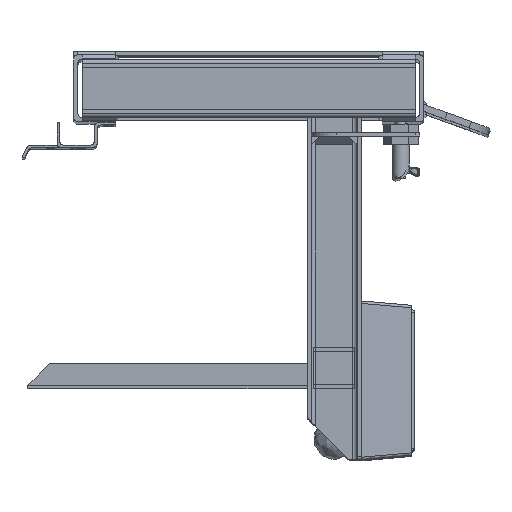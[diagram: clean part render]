
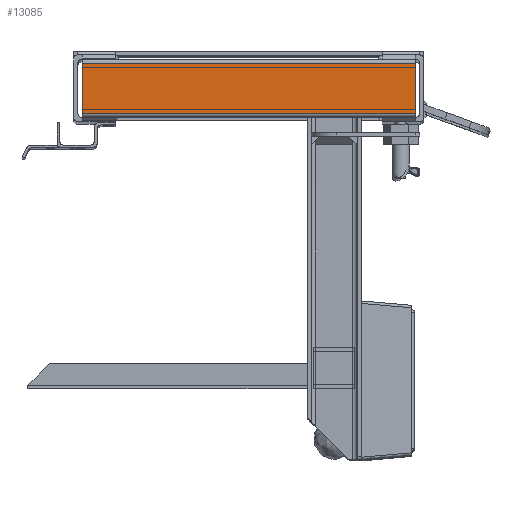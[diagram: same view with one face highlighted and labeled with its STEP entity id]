
A CAD part, top view. The second image highlights one B-rep face of the part: STEP entity #13085.
In plain terms, the highlighted planar face has unit normal (0, 0, 1).
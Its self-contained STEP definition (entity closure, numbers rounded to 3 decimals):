
#1331=FACE_OUTER_BOUND('',#2151,.T.);
#2151=EDGE_LOOP('',(#10453,#10454,#10455,#10456));
#3132=LINE('',#20872,#4471);
#3148=LINE('',#20910,#4487);
#3151=LINE('',#20917,#4490);
#3152=LINE('',#20918,#4491);
#4471=VECTOR('',#16911,10.);
#4487=VECTOR('',#16951,10.);
#4490=VECTOR('',#16958,10.);
#4491=VECTOR('',#16959,10.);
#5869=VERTEX_POINT('',#20850);
#5879=VERTEX_POINT('',#20870);
#5889=VERTEX_POINT('',#20908);
#5891=VERTEX_POINT('',#20916);
#7511=EDGE_CURVE('',#5869,#5879,#3132,.T.);
#7530=EDGE_CURVE('',#5889,#5879,#3148,.T.);
#7533=EDGE_CURVE('',#5869,#5891,#3151,.T.);
#7534=EDGE_CURVE('',#5889,#5891,#3152,.T.);
#10453=ORIENTED_EDGE('',*,*,#7533,.F.);
#10454=ORIENTED_EDGE('',*,*,#7511,.T.);
#10455=ORIENTED_EDGE('',*,*,#7530,.F.);
#10456=ORIENTED_EDGE('',*,*,#7534,.T.);
#11816=PLANE('',#14307);
#13085=ADVANCED_FACE('',(#1331),#11816,.T.);
#14307=AXIS2_PLACEMENT_3D('',#20915,#16956,#16957);
#16911=DIRECTION('',(0.,-1.,0.));
#16951=DIRECTION('',(-1.,0.,0.));
#16956=DIRECTION('center_axis',(0.,0.,
1.));
#16957=DIRECTION('ref_axis',(-1.,0.,0.));
#16958=DIRECTION('',(1.,0.,0.));
#16959=DIRECTION('',(0.,1.,0.));
#20850=CARTESIAN_POINT('',(-365.,25.,555.));
#20870=CARTESIAN_POINT('',(-365.,-35.,555.));
#20872=CARTESIAN_POINT('',(-365.,30.,555.));
#20908=CARTESIAN_POINT('',(35.,-35.,555.));
#20910=CARTESIAN_POINT('',(-165.,-35.,555.));
#20915=CARTESIAN_POINT('Origin',(-165.,-40.,555.));
#20916=CARTESIAN_POINT('',(35.,25.,555.));
#20917=CARTESIAN_POINT('',(-165.,25.,555.));
#20918=CARTESIAN_POINT('',(35.,30.,555.));
